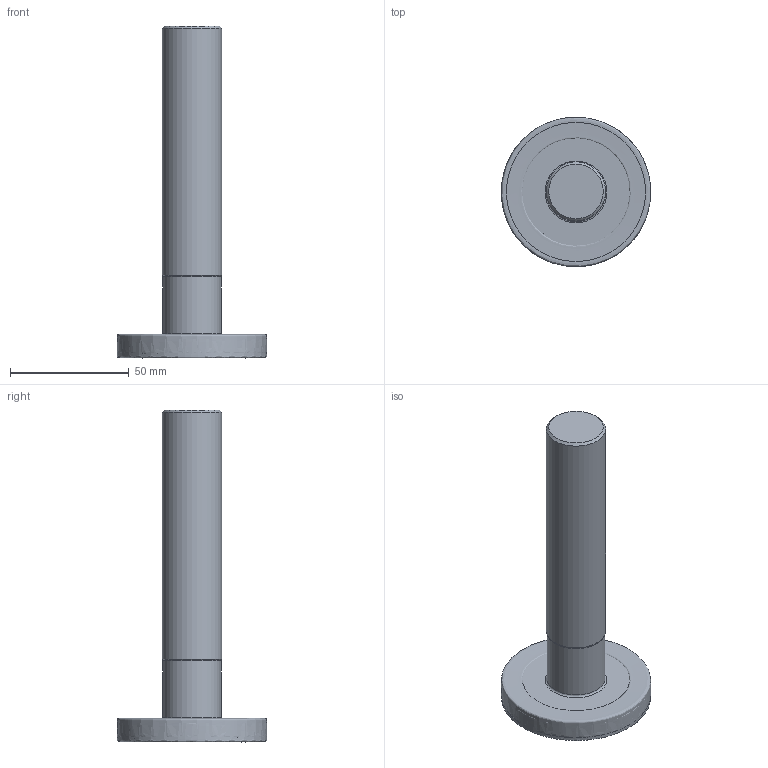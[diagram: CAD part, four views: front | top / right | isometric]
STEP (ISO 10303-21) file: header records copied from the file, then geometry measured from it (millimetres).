
FILE_DESCRIPTION(/* description */ (''),/* implementation_level */ '2;1');
FILE_NAME(/* name */ 'TOOLASSEMBLY_1.STP',/* time_stamp */ '2022-08-19T11:27:51+02:00',/* author */ (''),/* organization */ ('SMS'),/* preprocessor_version */ 'ST-DEVELOPER v16.7',/* originating_system */ 'SIEMENS PLM Software NX 12.0',/* authorisation */ '');
FILE_SCHEMA (('AUTOMOTIVE_DESIGN { 1 0 10303 214 3 1 1 1 }'));
Length unit declared in the file: millimetre
Products named in the file (4): ASSEMBLY_CONSTRUCTION; CUT_20220819112657; NOCUT_20220819112644; TOOLASSEMBLY_1
Assembly tree (4 placements, depth 2):
  TOOLASSEMBLY_1
    NOCUT_20220819112644
    CUT_20220819112657  x2
    ASSEMBLY_CONSTRUCTION
Bounding box: 63 x 63 x 140 mm (x, y, z)
Volume: 115028.9 mm3; surface area: 28939.5 mm2
Topology: 3 solids, 3 shells, 14 faces, 30 edges, 30 vertices
Faces by surface type: torus 4, plane 3, cylinder 3, cone 2, bspline 2
Full cylindrical faces by diameter (mm): 24.5 x1, 24.989 x1, 60.718 x1
Entity records: 10086 total; most frequent: CARTESIAN_POINT 9633, DIRECTION 78, AXIS2_PLACEMENT_3D 39, STYLED_ITEM 24, PRESENTATION_STYLE_ASSIGNMENT 24, FACE_BOUND 22, EDGE_LOOP 22, ORIENTED_EDGE 22
